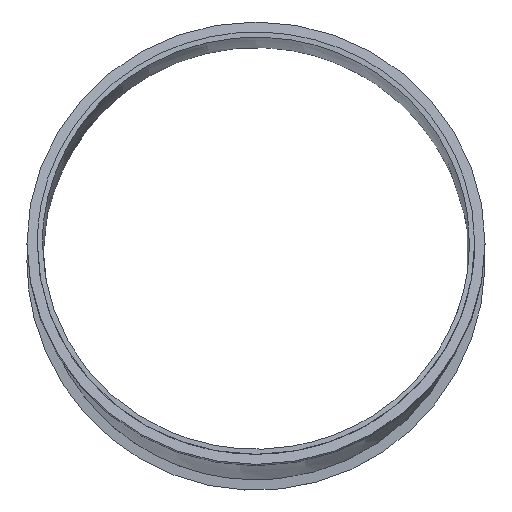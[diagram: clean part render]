
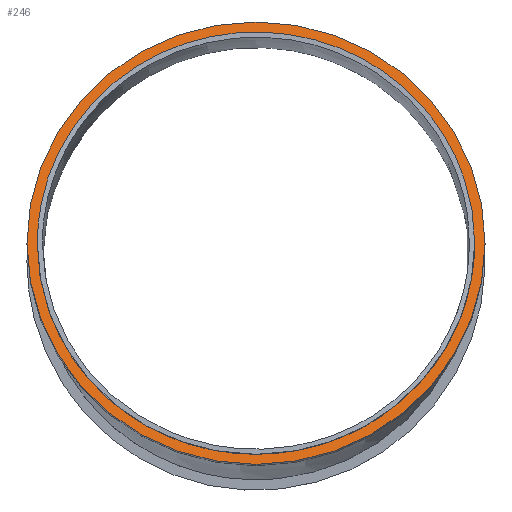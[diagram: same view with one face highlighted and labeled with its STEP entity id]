
A CAD part, top view. The second image highlights one B-rep face of the part: STEP entity #246.
In plain terms, the highlighted planar face has unit normal (0, 0.259, 0.966).
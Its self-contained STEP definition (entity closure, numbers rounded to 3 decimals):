
#73=CARTESIAN_POINT('',(-126.5,10.283,78.109));
#74=VERTEX_POINT('',#73);
#84=CARTESIAN_POINT('',(126.5,10.283,78.109));
#85=VERTEX_POINT('',#84);
#128=CARTESIAN_POINT('',(-132.5,10.283,78.109));
#129=VERTEX_POINT('',#128);
#130=CARTESIAN_POINT('',(0.0,10.283,78.109));
#131=DIRECTION('',(0.0,0.259,0.966));
#132=DIRECTION('',(1.0,0.0,0.0));
#133=AXIS2_PLACEMENT_3D('',#130,#131,#132);
#134=CIRCLE('',#133,132.5);
#135=EDGE_CURVE('',#129,#129,#134,.T.);
#186=CARTESIAN_POINT('',(0.0,10.283,78.109));
#187=DIRECTION('',(0.0,0.259,0.966));
#188=DIRECTION('',(1.0,0.0,0.0));
#189=AXIS2_PLACEMENT_3D('',#186,#187,#188);
#190=PLANE('',#189);
#191=ORIENTED_EDGE('',*,*,#135,.T.);
#192=EDGE_LOOP('',(#191));
#193=FACE_OUTER_BOUND('',#192,.T.);
#194=CARTESIAN_POINT('',(126.499,10.283,78.109));
#195=CARTESIAN_POINT('',(126.499,11.01,77.914));
#196=CARTESIAN_POINT('',(126.492,11.736,77.72));
#197=CARTESIAN_POINT('',(126.166,29.413,72.983));
#198=CARTESIAN_POINT('',(122.243,44.815,68.856));
#199=CARTESIAN_POINT('',(110.03,72.637,61.401));
#200=CARTESIAN_POINT('',(100.718,85.908,57.845));
#201=CARTESIAN_POINT('',(78.21,107.438,52.077));
#202=CARTESIAN_POINT('',(64.538,116.768,49.576));
#203=CARTESIAN_POINT('',(32.789,129.372,46.199));
#204=CARTESIAN_POINT('',(16.485,132.47,45.369));
#205=CARTESIAN_POINT('',(-16.541,132.475,45.368));
#206=CARTESIAN_POINT('',(-32.863,129.348,46.206));
#207=CARTESIAN_POINT('',(-61.929,117.805,49.299));
#208=CARTESIAN_POINT('',(-76.072,109.398,51.551));
#209=CARTESIAN_POINT('',(-100.457,86.233,57.758));
#210=CARTESIAN_POINT('',(-109.845,72.95,61.318));
#211=CARTESIAN_POINT('',(-122.741,43.787,69.132));
#212=CARTESIAN_POINT('',(-126.188,28.215,73.304));
#213=CARTESIAN_POINT('',(-126.494,11.736,77.72));
#214=CARTESIAN_POINT('',(-126.5,11.01,77.914));
#215=CARTESIAN_POINT('',(-126.5,10.283,78.109));
#216=B_SPLINE_CURVE_WITH_KNOTS('',3,(#194,#195,#196,#197,#198,#199,#200,#201,#202,#203,#204,#205,#206,#207,#208,#209,#210,#211,#212,#213,#214,#215),.UNSPECIFIED.,.F.,.U.,(4,2,2,2,2,2,2,2,2,2,4),(-46.165,-45.904,-39.811,-33.059,-26.802,-20.983,-15.145,-9.838,-4.893,0.0,0.226),.UNSPECIFIED.);
#217=EDGE_CURVE('',#85,#74,#216,.T.);
#218=ORIENTED_EDGE('',*,*,#217,.F.);
#219=CARTESIAN_POINT('',(-126.5,10.283,78.109));
#220=CARTESIAN_POINT('',(-126.5,9.557,78.304));
#221=CARTESIAN_POINT('',(-126.494,8.83,78.498));
#222=CARTESIAN_POINT('',(-126.188,-7.659,82.917));
#223=CARTESIAN_POINT('',(-122.737,-23.241,87.092));
#224=CARTESIAN_POINT('',(-109.83,-52.407,94.907));
#225=CARTESIAN_POINT('',(-100.438,-65.688,98.465));
#226=CARTESIAN_POINT('',(-75.997,-88.901,104.685));
#227=CARTESIAN_POINT('',(-61.823,-97.286,106.932));
#228=CARTESIAN_POINT('',(-32.829,-108.787,110.014));
#229=CARTESIAN_POINT('',(-16.52,-111.909,110.85));
#230=CARTESIAN_POINT('',(16.473,-111.905,110.849));
#231=CARTESIAN_POINT('',(32.772,-108.803,110.018));
#232=CARTESIAN_POINT('',(64.604,-96.185,106.637));
#233=CARTESIAN_POINT('',(78.26,-86.818,104.127));
#234=CARTESIAN_POINT('',(100.686,-65.376,98.382));
#235=CARTESIAN_POINT('',(110.016,-52.097,94.824));
#236=CARTESIAN_POINT('',(122.266,-24.21,87.351));
#237=CARTESIAN_POINT('',(126.168,-8.795,83.221));
#238=CARTESIAN_POINT('',(126.492,8.83,78.498));
#239=CARTESIAN_POINT('',(126.499,9.557,78.304));
#240=CARTESIAN_POINT('',(126.499,10.283,78.109));
#241=B_SPLINE_CURVE_WITH_KNOTS('',3,(#219,#220,#221,#222,#223,#224,#225,#226,#227,#228,#229,#230,#231,#232,#233,#234,#235,#236,#237,#238,#239,#240),.UNSPECIFIED.,.F.,.U.,(4,2,2,2,2,2,2,2,2,2,4),(-0.226,0.0,4.896,9.841,15.174,21.06,26.928,33.296,40.217,46.492,46.762),.UNSPECIFIED.);
#242=EDGE_CURVE('',#74,#85,#241,.T.);
#243=ORIENTED_EDGE('',*,*,#242,.F.);
#244=EDGE_LOOP('',(#218,#243));
#245=FACE_BOUND('',#244,.T.);
#246=ADVANCED_FACE('',(#193,#245),#190,.T.);
